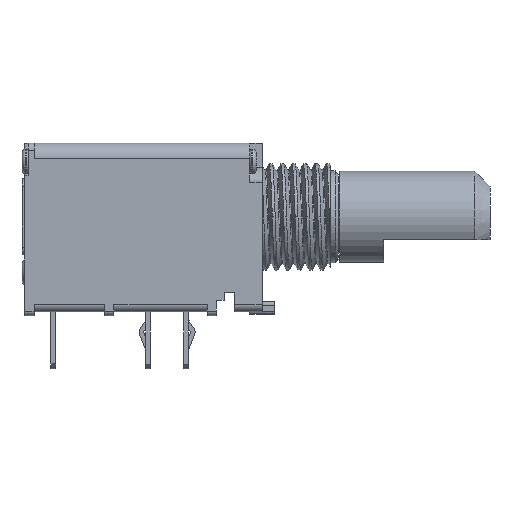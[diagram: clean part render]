
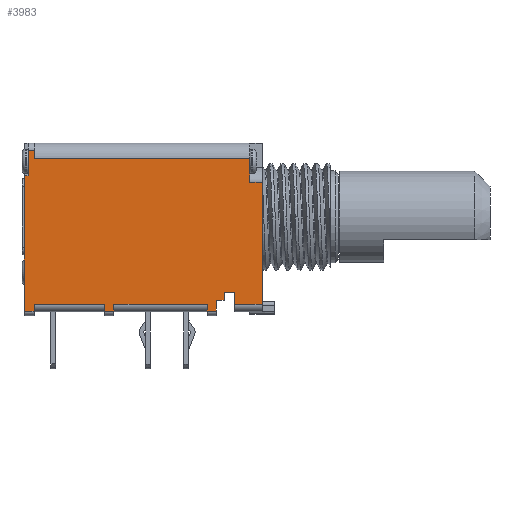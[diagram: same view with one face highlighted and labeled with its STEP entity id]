
A CAD part, left-side view. The second image highlights one B-rep face of the part: STEP entity #3983.
In plain terms, the highlighted planar face has unit normal (-1, 0, 0).
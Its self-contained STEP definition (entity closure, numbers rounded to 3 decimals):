
#165=PLANE('',#4338);
#386=FACE_OUTER_BOUND('',#611,.T.);
#611=EDGE_LOOP('',(#3554,#3555,#3556,#3557,#3558,#3559,#3560,#3561,#3562,
#3563,#3564,#3565,#3566,#3567,#3568,#3569,#3570,#3571,#3572,#3573,#3574,
#3575,#3576,#3577));
#801=LINE('',#6060,#1193);
#805=LINE('',#6073,#1197);
#849=LINE('',#6192,#1241);
#850=LINE('',#6196,#1242);
#856=LINE('',#6206,#1248);
#973=LINE('',#6461,#1365);
#979=LINE('',#6480,#1371);
#988=LINE('',#6501,#1380);
#991=LINE('',#6505,#1383);
#994=LINE('',#6510,#1386);
#998=LINE('',#6521,#1390);
#1029=LINE('',#6610,#1421);
#1049=LINE('',#6703,#1441);
#1060=LINE('',#6726,#1452);
#1061=LINE('',#6728,#1453);
#1063=LINE('',#6731,#1455);
#1101=LINE('',#8047,#1493);
#1103=LINE('',#8052,#1495);
#1125=LINE('',#8118,#1517);
#1143=LINE('',#8171,#1535);
#1147=LINE('',#8177,#1539);
#1152=LINE('',#8191,#1544);
#1153=LINE('',#8193,#1545);
#1160=LINE('',#8209,#1552);
#1193=VECTOR('',#4543,1000.);
#1197=VECTOR('',#4555,1000.);
#1241=VECTOR('',#4657,1000.);
#1242=VECTOR('',#4662,1000.);
#1248=VECTOR('',#4674,1000.);
#1365=VECTOR('',#4885,1000.);
#1371=VECTOR('',#4903,1000.);
#1380=VECTOR('',#4916,1000.);
#1383=VECTOR('',#4921,1000.);
#1386=VECTOR('',#4928,1000.);
#1390=VECTOR('',#4936,1000.);
#1421=VECTOR('',#5045,1000.);
#1441=VECTOR('',#5093,1000.);
#1452=VECTOR('',#5118,1000.);
#1453=VECTOR('',#5121,1000.);
#1455=VECTOR('',#5125,1000.);
#1493=VECTOR('',#5243,1000.);
#1495=VECTOR('',#5247,1000.);
#1517=VECTOR('',#5313,1000.);
#1535=VECTOR('',#5365,1000.);
#1539=VECTOR('',#5371,1000.);
#1544=VECTOR('',#5388,1000.);
#1545=VECTOR('',#5391,1000.);
#1552=VECTOR('',#5412,1000.);
#1627=VERTEX_POINT('',#6056);
#1629=VERTEX_POINT('',#6059);
#1634=VERTEX_POINT('',#6071);
#1679=VERTEX_POINT('',#6189);
#1680=VERTEX_POINT('',#6191);
#1681=VERTEX_POINT('',#6195);
#1772=VERTEX_POINT('',#6458);
#1773=VERTEX_POINT('',#6460);
#1780=VERTEX_POINT('',#6478);
#1789=VERTEX_POINT('',#6498);
#1790=VERTEX_POINT('',#6500);
#1794=VERTEX_POINT('',#6518);
#1795=VERTEX_POINT('',#6520);
#1813=VERTEX_POINT('',#6607);
#1814=VERTEX_POINT('',#6609);
#1838=VERTEX_POINT('',#6700);
#1839=VERTEX_POINT('',#6702);
#1869=VERTEX_POINT('',#8043);
#1870=VERTEX_POINT('',#8045);
#1872=VERTEX_POINT('',#8051);
#1893=VERTEX_POINT('',#8115);
#1894=VERTEX_POINT('',#8117);
#1913=VERTEX_POINT('',#8176);
#1916=VERTEX_POINT('',#8188);
#2019=EDGE_CURVE('',#1629,#1627,#801,.T.);
#2026=EDGE_CURVE('',#1634,#1627,#805,.T.);
#2084=EDGE_CURVE('',#1680,#1679,#849,.T.);
#2086=EDGE_CURVE('',#1680,#1681,#850,.T.);
#2093=EDGE_CURVE('',#1681,#1634,#856,.T.);
#2222=EDGE_CURVE('',#1772,#1773,#973,.T.);
#2232=EDGE_CURVE('',#1679,#1780,#979,.T.);
#2242=EDGE_CURVE('',#1789,#1790,#988,.T.);
#2245=EDGE_CURVE('',#1772,#1790,#991,.T.);
#2248=EDGE_CURVE('',#1780,#1773,#994,.T.);
#2253=EDGE_CURVE('',#1794,#1795,#998,.T.);
#2292=EDGE_CURVE('',#1814,#1813,#1029,.T.);
#2324=EDGE_CURVE('',#1838,#1839,#1049,.T.);
#2336=EDGE_CURVE('',#1839,#1789,#1060,.T.);
#2337=EDGE_CURVE('',#1814,#1838,#1061,.T.);
#2339=EDGE_CURVE('',#1795,#1813,#1063,.T.);
#2390=EDGE_CURVE('',#1869,#1870,#1101,.T.);
#2392=EDGE_CURVE('',#1872,#1869,#1103,.T.);
#2424=EDGE_CURVE('',#1894,#1893,#1125,.T.);
#2451=EDGE_CURVE('',#1894,#1870,#1143,.T.);
#2455=EDGE_CURVE('',#1872,#1913,#1147,.T.);
#2462=EDGE_CURVE('',#1916,#1913,#1152,.T.);
#2463=EDGE_CURVE('',#1893,#1629,#1153,.T.);
#2471=EDGE_CURVE('',#1916,#1794,#1160,.T.);
#3554=ORIENTED_EDGE('',*,*,#2242,.F.);
#3555=ORIENTED_EDGE('',*,*,#2336,.F.);
#3556=ORIENTED_EDGE('',*,*,#2324,.F.);
#3557=ORIENTED_EDGE('',*,*,#2337,.F.);
#3558=ORIENTED_EDGE('',*,*,#2292,.T.);
#3559=ORIENTED_EDGE('',*,*,#2339,.F.);
#3560=ORIENTED_EDGE('',*,*,#2253,.F.);
#3561=ORIENTED_EDGE('',*,*,#2471,.F.);
#3562=ORIENTED_EDGE('',*,*,#2462,.T.);
#3563=ORIENTED_EDGE('',*,*,#2455,.F.);
#3564=ORIENTED_EDGE('',*,*,#2392,.T.);
#3565=ORIENTED_EDGE('',*,*,#2390,.T.);
#3566=ORIENTED_EDGE('',*,*,#2451,.F.);
#3567=ORIENTED_EDGE('',*,*,#2424,.T.);
#3568=ORIENTED_EDGE('',*,*,#2463,.T.);
#3569=ORIENTED_EDGE('',*,*,#2019,.T.);
#3570=ORIENTED_EDGE('',*,*,#2026,.F.);
#3571=ORIENTED_EDGE('',*,*,#2093,.F.);
#3572=ORIENTED_EDGE('',*,*,#2086,.F.);
#3573=ORIENTED_EDGE('',*,*,#2084,.T.);
#3574=ORIENTED_EDGE('',*,*,#2232,.T.);
#3575=ORIENTED_EDGE('',*,*,#2248,.T.);
#3576=ORIENTED_EDGE('',*,*,#2222,.F.);
#3577=ORIENTED_EDGE('',*,*,#2245,.T.);
#3983=ADVANCED_FACE('',(#386),#165,.T.);
#4338=AXIS2_PLACEMENT_3D('',#8210,#5413,#5414);
#4543=DIRECTION('',(0.,-1.,0.));
#4555=DIRECTION('',(0.,0.,1.));
#4657=DIRECTION('',(0.,-1.,0.));
#4662=DIRECTION('',(0.,0.,-1.));
#4674=DIRECTION('',(0.,1.,0.));
#4885=DIRECTION('',(0.,0.,-1.));
#4903=DIRECTION('',(0.,0.,-1.));
#4916=DIRECTION('',(0.,0.,-1.));
#4921=DIRECTION('',(0.,-1.,0.));
#4928=DIRECTION('',(0.,-1.,0.));
#4936=DIRECTION('',(0.,0.,-1.));
#5045=DIRECTION('',(0.,0.,1.));
#5093=DIRECTION('',(0.,0.,1.));
#5118=DIRECTION('',(0.,1.,0.));
#5121=DIRECTION('',(0.,1.,0.));
#5125=DIRECTION('',(0.,-1.,0.));
#5243=DIRECTION('',(0.,1.,0.));
#5247=DIRECTION('',(0.,0.,-1.));
#5313=DIRECTION('',(0.,-1.,0.));
#5365=DIRECTION('',(0.,0.,1.));
#5371=DIRECTION('',(0.,-1.,0.));
#5388=DIRECTION('',(0.,0.,1.));
#5391=DIRECTION('',(0.,0.,1.));
#5412=DIRECTION('',(0.,-1.,0.));
#5413=DIRECTION('center_axis',(-1.,0.,0.));
#5414=DIRECTION('ref_axis',(0.,0.,1.));
#6056=CARTESIAN_POINT('',(-4.75,10.35,0.75));
#6059=CARTESIAN_POINT('',(-4.75,15.,0.75));
#6060=CARTESIAN_POINT('',(-4.75,15.,0.75));
#6071=CARTESIAN_POINT('',(-4.75,10.35,0.3));
#6073=CARTESIAN_POINT('',(-4.75,10.35,0.3));
#6189=CARTESIAN_POINT('',(-4.75,3.6,0.75));
#6191=CARTESIAN_POINT('',(-4.75,9.75,0.75));
#6192=CARTESIAN_POINT('',(-4.75,11.225,0.75));
#6195=CARTESIAN_POINT('',(-4.75,9.75,0.3));
#6196=CARTESIAN_POINT('',(-4.75,9.75,0.75));
#6206=CARTESIAN_POINT('',(-4.75,9.72,0.3));
#6458=CARTESIAN_POINT('',(-4.75,3.,1.));
#6460=CARTESIAN_POINT('',(-4.75,3.,0.3));
#6461=CARTESIAN_POINT('',(-4.75,3.,11.35));
#6478=CARTESIAN_POINT('',(-4.75,3.6,0.3));
#6480=CARTESIAN_POINT('',(-4.75,3.6,-1.074));
#6498=CARTESIAN_POINT('',(-4.75,2.5,1.5));
#6500=CARTESIAN_POINT('',(-4.75,2.5,1.));
#6501=CARTESIAN_POINT('',(-4.75,2.5,11.35));
#6505=CARTESIAN_POINT('',(-4.75,2.5,1.));
#6510=CARTESIAN_POINT('',(-4.75,2.5,0.3));
#6518=CARTESIAN_POINT('',(-4.75,0.8,10.35));
#6520=CARTESIAN_POINT('',(-4.75,0.8,8.775));
#6521=CARTESIAN_POINT('',(-4.75,0.8,1.5));
#6607=CARTESIAN_POINT('',(-4.75,0.,8.775));
#6609=CARTESIAN_POINT('',(-4.75,0.,0.75));
#6610=CARTESIAN_POINT('',(-4.75,0.,10.35));
#6700=CARTESIAN_POINT('',(-4.75,1.8,0.75));
#6702=CARTESIAN_POINT('',(-4.75,1.8,1.5));
#6703=CARTESIAN_POINT('',(-4.75,1.8,0.75));
#6726=CARTESIAN_POINT('',(-4.75,-12.885,1.5));
#6728=CARTESIAN_POINT('',(-4.75,0.,0.75));
#6731=CARTESIAN_POINT('',(-4.75,7.105,8.775));
#8043=CARTESIAN_POINT('',(-4.75,15.4,9.2));
#8045=CARTESIAN_POINT('',(-4.75,15.65,9.2));
#8047=CARTESIAN_POINT('',(-4.75,12.131,9.2));
#8051=CARTESIAN_POINT('',(-4.75,15.4,10.85));
#8052=CARTESIAN_POINT('',(-4.75,15.4,9.2));
#8115=CARTESIAN_POINT('',(-4.75,15.,0.3));
#8117=CARTESIAN_POINT('',(-4.75,15.65,0.3));
#8118=CARTESIAN_POINT('',(-4.75,15.65,0.3));
#8171=CARTESIAN_POINT('',(-4.75,15.65,10.85));
#8176=CARTESIAN_POINT('',(-4.75,15.,10.85));
#8177=CARTESIAN_POINT('',(-4.75,15.65,10.85));
#8188=CARTESIAN_POINT('',(-4.75,15.,10.35));
#8191=CARTESIAN_POINT('',(-4.75,15.,10.85));
#8193=CARTESIAN_POINT('',(-4.75,15.,10.85));
#8209=CARTESIAN_POINT('',(-4.75,15.,10.35));
#8210=CARTESIAN_POINT('Origin',(-4.75,-6.835,1.5));
